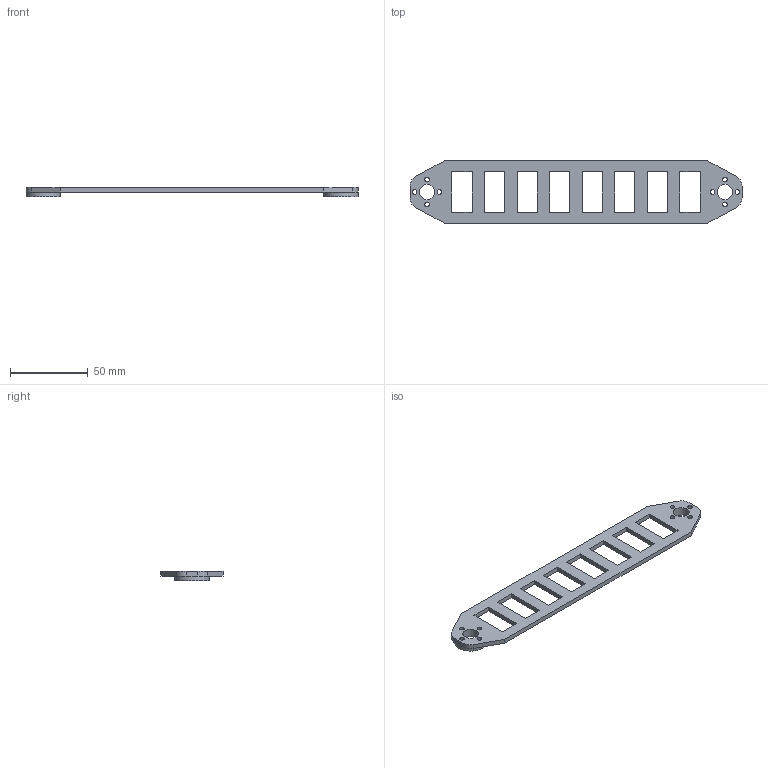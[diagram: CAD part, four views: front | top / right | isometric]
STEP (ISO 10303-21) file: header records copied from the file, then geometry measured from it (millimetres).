
FILE_DESCRIPTION(/* description */ (''),/* implementation_level */ '2;1');
FILE_NAME(/* name */ 'prarob_ruka1 v1.step',/* time_stamp */ '2025-05-23T09:58:53+02:00',/* author */ (''),/* organization */ (''),/* preprocessor_version */ 'ST-DEVELOPER v20.1',/* originating_system */ 'Autodesk Translation Framework v14.10.0.0',/* authorisation */ '');
FILE_SCHEMA (('AUTOMOTIVE_DESIGN { 1 0 10303 214 3 1 1 }'));
Length unit declared in the file: millimetre
Products named in the file (1): prarob_ruka1
Bounding box: 214 x 40 x 6 mm (x, y, z)
Volume: 16949 mm3; surface area: 14729.1 mm2
Topology: 1 solids, 1 shells, 60 faces, 171 edges, 113 vertices
Faces by surface type: plane 44, cylinder 16
Full cylindrical faces by diameter (mm): 3 x8, 10 x2, 22 x2
Entity records: 2049 total; most frequent: CARTESIAN_POINT 345, ORIENTED_EDGE 342, DIRECTION 326, EDGE_CURVE 171, LINE 138, VECTOR 138, VERTEX_POINT 113, EDGE_LOOP 96
